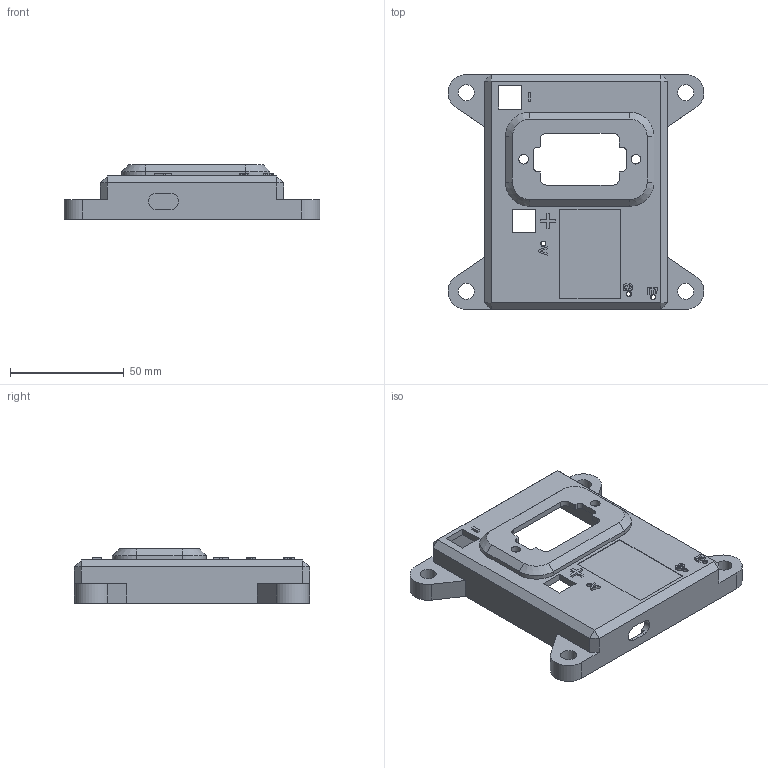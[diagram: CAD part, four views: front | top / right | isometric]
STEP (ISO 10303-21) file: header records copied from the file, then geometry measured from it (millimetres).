
FILE_DESCRIPTION(/* description */ (''),/* implementation_level */ '2;1');
FILE_NAME(/* name */ 'Case.step',/* time_stamp */ '2024-05-08T23:39:16-04:00',/* author */ (''),/* organization */ (''),/* preprocessor_version */ 'ST-DEVELOPER v20',/* originating_system */ 'Autodesk Translation Framework v12.20.1.177',/* authorisation */ '');
FILE_SCHEMA (('AUTOMOTIVE_DESIGN { 1 0 10303 214 3 1 1 }'));
Length unit declared in the file: millimetre
Products named in the file (2): DingoPDM_V7_Case; Cover
Assembly tree (1 placements, depth 2):
  DingoPDM_V7_Case
    Cover
Bounding box: 112.38 x 103.25 x 23.86 mm (x, y, z)
Volume: 44929.8 mm3; surface area: 31694.3 mm2
Topology: 1 solids, 1 shells, 191 faces, 520 edges, 339 vertices
Faces by surface type: plane 119, cylinder 37, bspline 28, cone 7
Full cylindrical faces by diameter (mm): 2 x3, 4.2 x2, 7 x4
Entity records: 6352 total; most frequent: CARTESIAN_POINT 1529, ORIENTED_EDGE 1040, DIRECTION 879, EDGE_CURVE 520, LINE 381, VECTOR 381, VERTEX_POINT 339, AXIS2_PLACEMENT_3D 249
